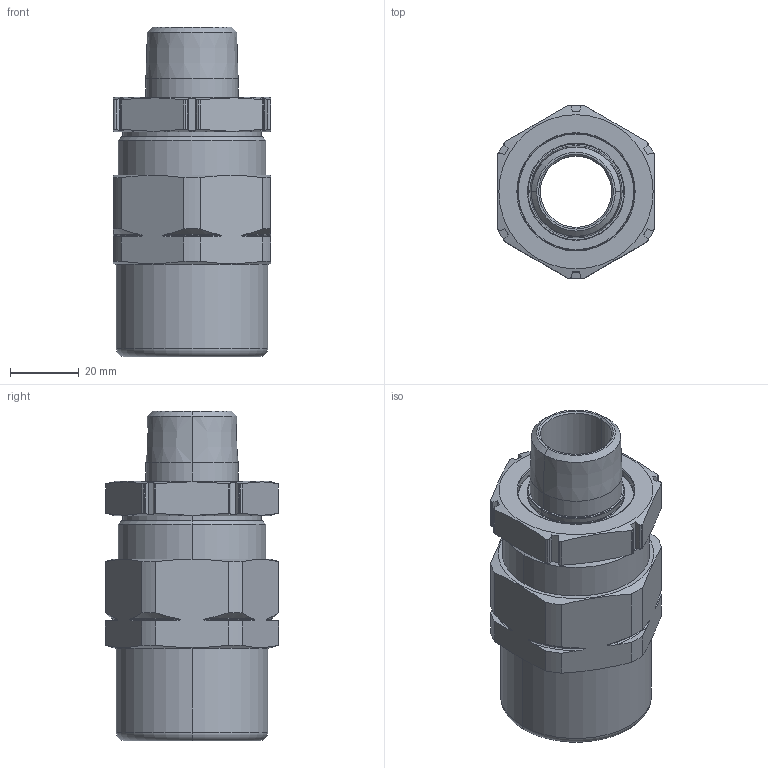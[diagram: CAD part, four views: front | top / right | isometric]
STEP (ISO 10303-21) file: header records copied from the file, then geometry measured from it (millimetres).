
FILE_DESCRIPTION (( 'STEP AP203' ), '1' );
FILE_NAME ('TMC2-075NB1181RA532.STEP', '2019-11-06T08:58:13', ( '' ), ( '' ), 'SwSTEP 2.0', 'SolidWorks 2017', '' );
FILE_SCHEMA (( 'CONFIG_CONTROL_DESIGN' ));
Length unit declared in the file: millimetre
Products named in the file (1): TMC2-075NB1181RA532
Bounding box: 46 x 50.58 x 96.2 mm (x, y, z)
Surface area: 24237 mm2 (no closed solid volume)
Topology: 0 solids, 5 shells, 151 faces, 408 edges, 266 vertices
Faces by surface type: cylinder 56, plane 45, cone 26, torus 24
Entity records: 5363 total; most frequent: CARTESIAN_POINT 1618, ORIENTED_EDGE 796, DIRECTION 732, EDGE_CURVE 408, AXIS2_PLACEMENT_3D 304, VERTEX_POINT 266, EDGE_LOOP 160, CIRCLE 152
